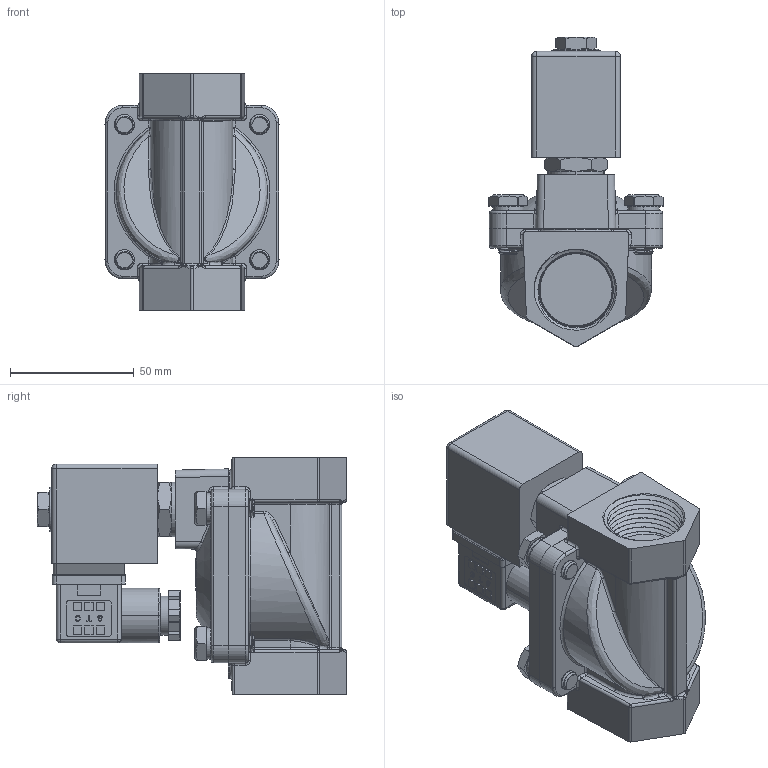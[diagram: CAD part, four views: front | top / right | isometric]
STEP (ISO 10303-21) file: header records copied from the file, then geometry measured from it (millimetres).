
FILE_DESCRIPTION (( 'STEP AP214' ), '1' );
FILE_NAME ('2R250-1.STEP', '2018-09-04T15:43:59', ( '' ), ( '' ), 'SwSTEP 2.0', 'SolidWorks 2016', '' );
FILE_SCHEMA (( 'AUTOMOTIVE_DESIGN' ));
Length unit declared in the file: millimetre
Products named in the file (1): 2R250-1
Bounding box: 70.37 x 125.05 x 95.5 mm (x, y, z)
Volume: 141418.3 mm3; surface area: 85464.4 mm2
Topology: 21 solids, 22 shells, 2182 faces, 5999 edges, 3909 vertices
Faces by surface type: plane 1067, cylinder 646, bspline 246, cone 117, torus 55, sphere 51
Entity records: 149997 total; most frequent: CARTESIAN_POINT 74192, ORIENTED_EDGE 11936, DIRECTION 8868, EDGE_CURVE 5968, VERTEX_POINT 3907, VECTOR 3474, LINE 3474, AXIS2_PLACEMENT_3D 2697
